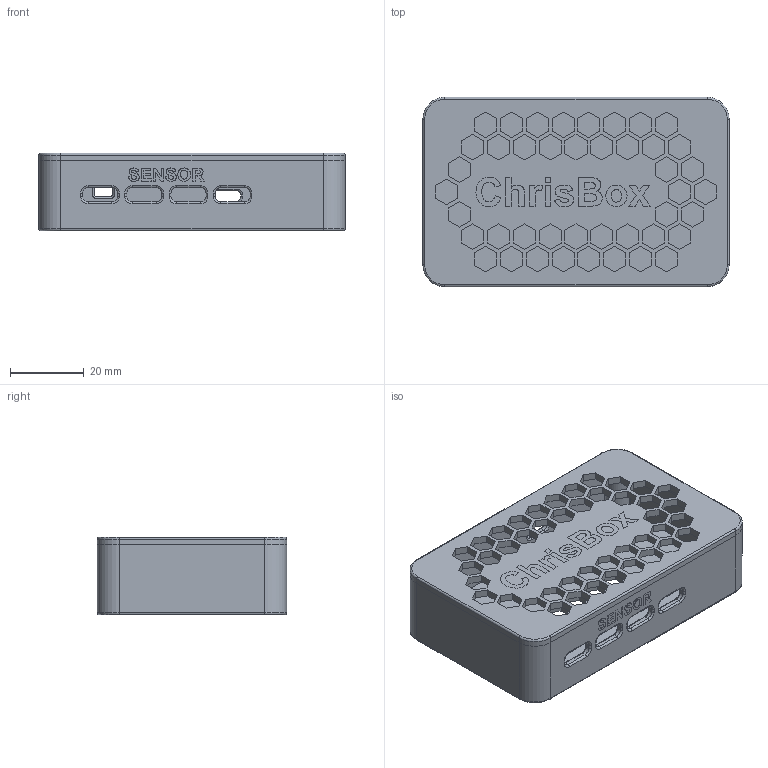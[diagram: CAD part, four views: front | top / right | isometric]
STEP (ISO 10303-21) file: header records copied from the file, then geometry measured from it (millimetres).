
FILE_DESCRIPTION(/* description */ (''),/* implementation_level */ '2;1');
FILE_NAME(/* name */ '4CH-ESP32-DMS_ChrisBox.step',/* time_stamp */ '2025-09-11T23:46:45+02:00',/* author */ (''),/* organization */ (''),/* preprocessor_version */ 'ST-DEVELOPER v20.1',/* originating_system */ 'Autodesk Translation Framework v14.17.0.0',/* authorisation */ '');
FILE_SCHEMA (('AUTOMOTIVE_DESIGN { 1 0 10303 214 3 1 1 }'));
Products named in the file (5): 4CH-ESP32-DMS_ChrisBox; BottomText; TopText; Top; Bottom
Assembly tree (4 placements, depth 2):
  4CH-ESP32-DMS_ChrisBox
    BottomText
    TopText
    Top
    Bottom
Bounding box: 83 x 51.32 x 21 mm (x, y, z)
Volume: 26588.1 mm3; surface area: 28691 mm2
Topology: 30 solids, 30 shells, 1639 faces, 4462 edges, 2932 vertices
Faces by surface type: plane 849, bspline 606, cylinder 112, torus 60, cone 12
Full cylindrical faces by diameter (mm): 3.3 x4, 4.1 x4, 6 x4, 6.5 x8
Entity records: 57270 total; most frequent: CARTESIAN_POINT 19380, ORIENTED_EDGE 8924, DIRECTION 5646, EDGE_CURVE 4462, VERTEX_POINT 2932, LINE 2930, VECTOR 2930, EDGE_LOOP 1840
